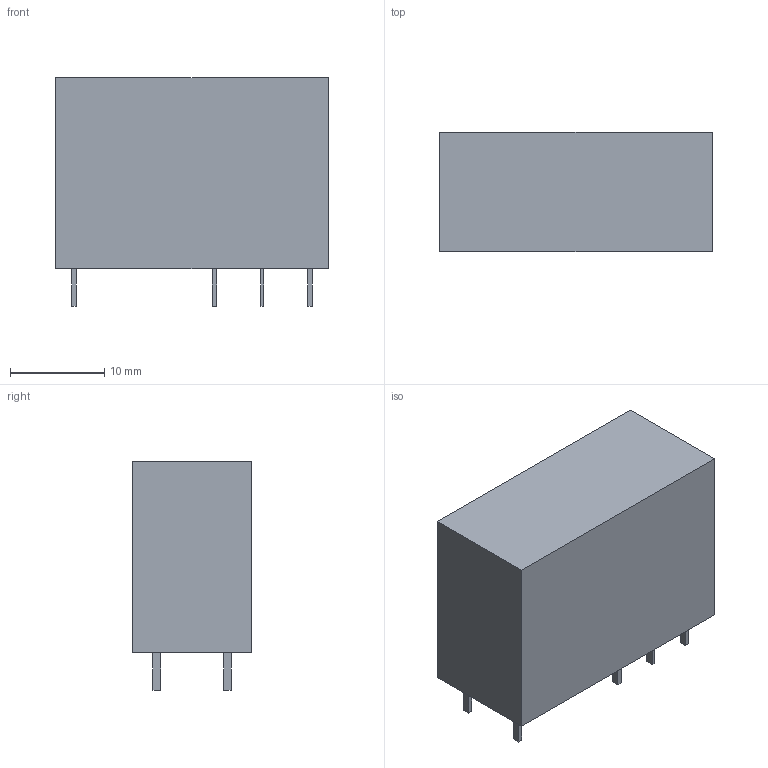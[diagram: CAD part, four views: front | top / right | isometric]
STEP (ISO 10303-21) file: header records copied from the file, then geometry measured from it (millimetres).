
FILE_DESCRIPTION (( 'STEP AP214' ), '1' );
FILE_NAME ('RELAY-TH_HT14FD-DCXXV-SHG.step', '2022-07-09T13:36:46', ( '' ), ( '' ), 'SwSTEP 2.0', 'SolidWorks 2020', '' );
FILE_SCHEMA (( 'AUTOMOTIVE_DESIGN' ));
Length unit declared in the file: millimetre
Products named in the file (1): RELAY-TH_HT14FD-DCXXV-SHG
Bounding box: 29 x 12.71 x 24.3 mm (x, y, z)
Volume: 7487.5 mm3; surface area: 2514.7 mm2
Topology: 1 solids, 1 shells, 329 faces, 879 edges, 586 vertices
Faces by surface type: plane 217, bspline 112
Entity records: 13865 total; most frequent: CARTESIAN_POINT 3899, ORIENTED_EDGE 1758, DIRECTION 1087, EDGE_CURVE 879, LINE 651, VECTOR 651, VERTEX_POINT 586, EDGE_LOOP 363
